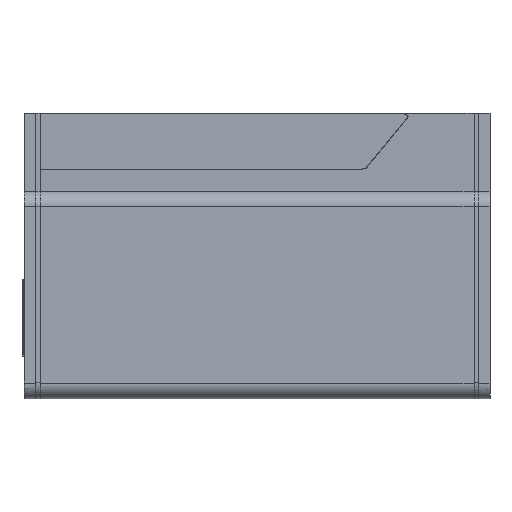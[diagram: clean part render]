
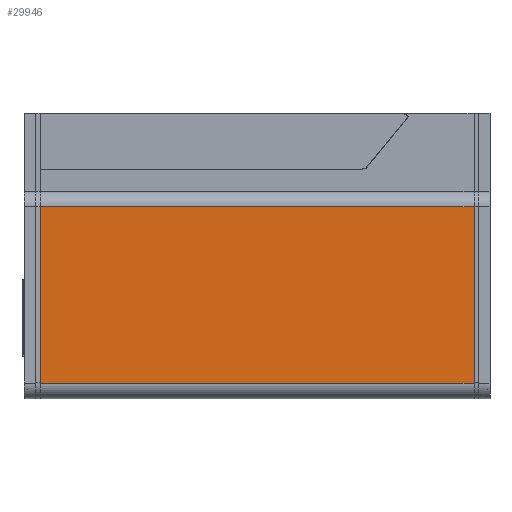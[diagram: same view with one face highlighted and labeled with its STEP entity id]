
A CAD part, front view. The second image highlights one B-rep face of the part: STEP entity #29946.
In plain terms, the highlighted planar face has unit normal (0, -1, 0).
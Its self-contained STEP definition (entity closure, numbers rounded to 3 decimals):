
#2528=FACE_OUTER_BOUND('',#4117,.T.);
#4117=EDGE_LOOP('',(#20949,#20950,#20951,#20952));
#6285=LINE('',#50668,#9307);
#6286=LINE('',#50671,#9308);
#6287=LINE('',#50673,#9309);
#6288=LINE('',#50674,#9310);
#9307=VECTOR('',#35848,10.);
#9308=VECTOR('',#35851,10.);
#9309=VECTOR('',#35852,10.);
#9310=VECTOR('',#35853,10.);
#12265=VERTEX_POINT('',#50664);
#12266=VERTEX_POINT('',#50666);
#12267=VERTEX_POINT('',#50670);
#12268=VERTEX_POINT('',#50672);
#15549=EDGE_CURVE('',#12265,#12266,#6285,.T.);
#15550=EDGE_CURVE('',#12265,#12267,#6286,.T.);
#15551=EDGE_CURVE('',#12268,#12266,#6287,.T.);
#15552=EDGE_CURVE('',#12267,#12268,#6288,.T.);
#20949=ORIENTED_EDGE('',*,*,#15550,.F.);
#20950=ORIENTED_EDGE('',*,*,#15549,.T.);
#20951=ORIENTED_EDGE('',*,*,#15551,.F.);
#20952=ORIENTED_EDGE('',*,*,#15552,.F.);
#27796=PLANE('',#31731);
#29946=ADVANCED_FACE('',(#2528),#27796,.T.);
#31731=AXIS2_PLACEMENT_3D('',#50669,#35849,#35850);
#35848=DIRECTION('',(-1.,0.,0.));
#35849=DIRECTION('center_axis',(0.,-1.,0.));
#35850=DIRECTION('ref_axis',(0.,0.,
1.));
#35851=DIRECTION('',(0.,0.,-1.));
#35852=DIRECTION('',(0.,0.,1.));
#35853=DIRECTION('',(-1.,0.,0.));
#50664=CARTESIAN_POINT('',(-2.8,-60.,33.596));
#50666=CARTESIAN_POINT('',(-78.8,-60.,33.596));
#50668=CARTESIAN_POINT('',(-2.8,-60.,33.596));
#50669=CARTESIAN_POINT('Origin',(-2.8,-60.,2.75));
#50670=CARTESIAN_POINT('',(-2.8,-60.,2.75));
#50671=CARTESIAN_POINT('',(-2.8,-60.,13.875));
#50672=CARTESIAN_POINT('',(-78.8,-60.,2.75));
#50673=CARTESIAN_POINT('',(-78.8,-60.,13.875));
#50674=CARTESIAN_POINT('',(-2.8,-60.,2.75));
